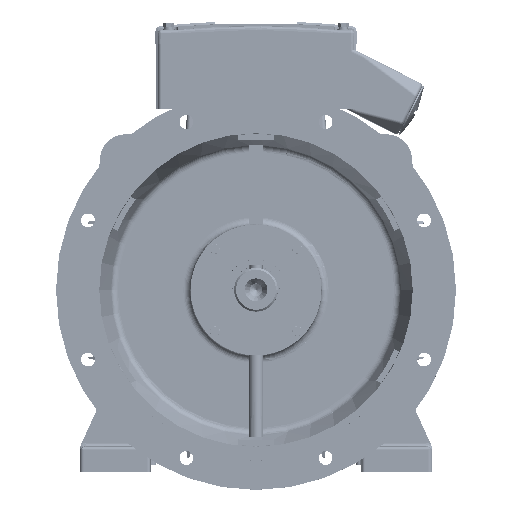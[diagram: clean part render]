
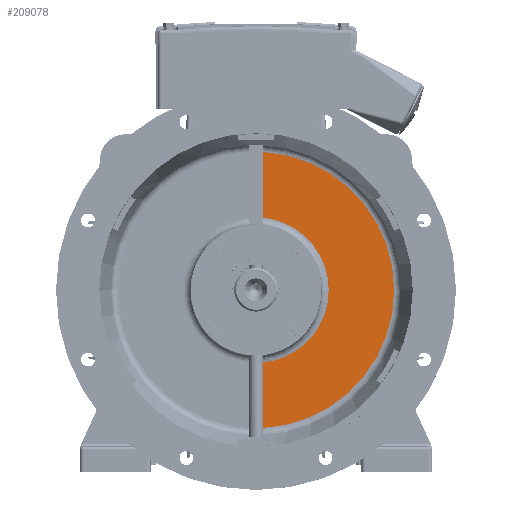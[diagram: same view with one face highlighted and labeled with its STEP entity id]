
A CAD part, top view. The second image highlights one B-rep face of the part: STEP entity #209078.
In plain terms, the highlighted planar face has unit normal (0, 0, 1).
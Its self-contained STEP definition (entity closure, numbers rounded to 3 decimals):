
#71006 = AXIS2_PLACEMENT_3D ( 'NONE', #74074, #74075, #74076 ) ;
#71008 = AXIS2_PLACEMENT_3D ( 'NONE', #74043, #74044, #74045 ) ;
#71089 = AXIS2_PLACEMENT_3D ( 'NONE', #74568, #74571, #74574 ) ;
#71100 = VECTOR ( 'NONE', #74586, 1000. ) ;
#71104 = VECTOR ( 'NONE', #74595, 1000. ) ;
#74043 = CARTESIAN_POINT ( 'NONE',  ( 0., 0., 289.5 ) ) ;
#74044 = DIRECTION ( 'NONE',  ( 0., 0., -1. ) ) ;
#74045 = DIRECTION ( 'NONE',  ( -1., 0., 0. ) ) ;
#74074 = CARTESIAN_POINT ( 'NONE',  ( 0., 0., 289.5 ) ) ;
#74075 = DIRECTION ( 'NONE',  ( 0., 0., -1. ) ) ;
#74076 = DIRECTION ( 'NONE',  ( -1., 0., 0. ) ) ;
#74568 = CARTESIAN_POINT ( 'NONE',  ( 0., 0., 289.5 ) ) ;
#74571 = DIRECTION ( 'NONE',  ( 0., 0., 1. ) ) ;
#74574 = DIRECTION ( 'NONE',  ( -1., 0., 0. ) ) ;
#74580 = LINE ( 'NONE', #74583, #71100 ) ;
#74583 = CARTESIAN_POINT ( 'NONE',  ( 10., 196.982, 289.5 ) ) ;
#74586 = DIRECTION ( 'NONE',  ( 0., 1., 0. ) ) ;
#74589 = LINE ( 'NONE', #74592, #71104 ) ;
#74592 = CARTESIAN_POINT ( 'NONE',  ( 10., 202., 289.5 ) ) ;
#74595 = DIRECTION ( 'NONE',  ( 0., 1., 0. ) ) ;
#75090 = CARTESIAN_POINT ( 'NONE',  ( 100., 0., 289.5 ) ) ;
#75104 = CARTESIAN_POINT ( 'NONE',  ( 10., -99.499, 289.5 ) ) ;
#75128 = CARTESIAN_POINT ( 'NONE',  ( 10., 99.499, 289.5 ) ) ;
#75536 = CARTESIAN_POINT ( 'NONE',  ( 10., -189.716, 289.5 ) ) ;
#75550 = CARTESIAN_POINT ( 'NONE',  ( 10., 189.716, 289.5 ) ) ;
#183301 = ORIENTED_EDGE ( 'NONE', *, *, #189397, .F. ) ;
#183303 = ORIENTED_EDGE ( 'NONE', *, *, #189400, .F. ) ;
#183305 = ORIENTED_EDGE ( 'NONE', *, *, #189395, .T. ) ;
#183307 = ORIENTED_EDGE ( 'NONE', *, *, #189262, .T. ) ;
#183309 = ORIENTED_EDGE ( 'NONE', *, *, #189255, .T. ) ;
#189255 = EDGE_CURVE ( 'NONE', #299259, #299265, #316660, .T. ) ;
#189262 = EDGE_CURVE ( 'NONE', #299276, #299259, #316664, .T. ) ;
#189395 = EDGE_CURVE ( 'NONE', #299436, #299440, #316730, .T. ) ;
#189397 = EDGE_CURVE ( 'NONE', #299436, #299265, #74580, .T. ) ;
#189400 = EDGE_CURVE ( 'NONE', #299276, #299440, #74589, .T. ) ;
#209078 = ADVANCED_FACE ( 'NONE', ( #264698 ), #269851, .F. ) ;
#264074 = EDGE_LOOP ( 'NONE', ( #183301, #183305, #183303, #183307, #183309 ) ) ;
#264698 = FACE_OUTER_BOUND ( 'NONE', #264074, .T. ) ;
#264708 = AXIS2_PLACEMENT_3D ( 'NONE', #269854, #269857, #269859 ) ;
#269851 = PLANE ( 'NONE',  #264708 ) ;
#269854 = CARTESIAN_POINT ( 'NONE',  ( 0., 196.982, 289.5 ) ) ;
#269857 = DIRECTION ( 'NONE',  ( 0., 0., -1. ) ) ;
#269859 = DIRECTION ( 'NONE',  ( -1., 0., 0. ) ) ;
#299259 = VERTEX_POINT ( 'NONE', #75090 ) ;
#299265 = VERTEX_POINT ( 'NONE', #75104 ) ;
#299276 = VERTEX_POINT ( 'NONE', #75128 ) ;
#299436 = VERTEX_POINT ( 'NONE', #75536 ) ;
#299440 = VERTEX_POINT ( 'NONE', #75550 ) ;
#316660 = CIRCLE ( 'NONE', #71008, 100. ) ;
#316664 = CIRCLE ( 'NONE', #71006, 100. ) ;
#316730 = CIRCLE ( 'NONE', #71089, 189.98 ) ;
